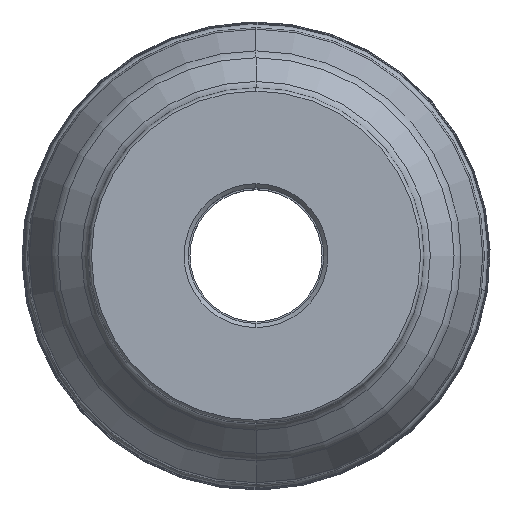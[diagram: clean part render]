
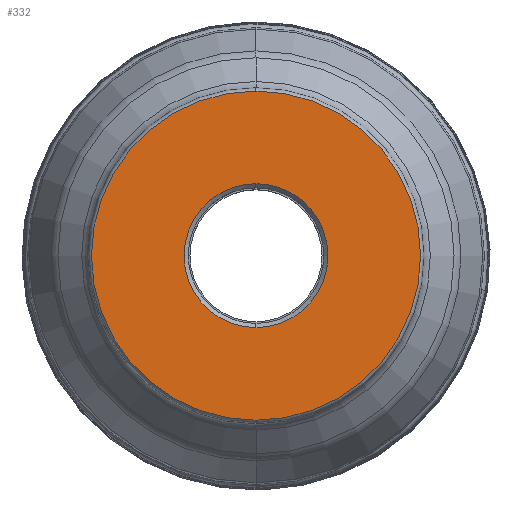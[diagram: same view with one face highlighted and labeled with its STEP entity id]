
A CAD part, top view. The second image highlights one B-rep face of the part: STEP entity #332.
In plain terms, the highlighted planar face has unit normal (0, 0, 1).
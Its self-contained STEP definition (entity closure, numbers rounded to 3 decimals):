
#45=PLANE('',#3033);
#53=FACE_BOUND('',#686,.T.);
#54=FACE_BOUND('',#687,.T.);
#332=ADVANCED_FACE('',(#53,#54),#45,.T.);
#686=EDGE_LOOP('',(#1264,#1265));
#687=EDGE_LOOP('',(#1266,#1267));
#1264=ORIENTED_EDGE('',*,*,#1854,.F.);
#1265=ORIENTED_EDGE('',*,*,#1855,.F.);
#1266=ORIENTED_EDGE('',*,*,#1853,.F.);
#1267=ORIENTED_EDGE('',*,*,#1851,.F.);
#1542=VERTEX_POINT('',#5608);
#1543=VERTEX_POINT('',#5610);
#1544=VERTEX_POINT('',#5616);
#1545=VERTEX_POINT('',#5617);
#1851=EDGE_CURVE('',#1542,#1543,#2221,.T.);
#1853=EDGE_CURVE('',#1543,#1542,#2222,.T.);
#1854=EDGE_CURVE('',#1544,#1545,#2223,.T.);
#1855=EDGE_CURVE('',#1545,#1544,#2224,.T.);
#2221=CIRCLE('',#3027,20.75);
#2222=CIRCLE('',#3029,20.75);
#2223=CIRCLE('',#3031,47.474);
#2224=CIRCLE('',#3032,47.474);
#3027=AXIS2_PLACEMENT_3D('',#5609,#3923,#3924);
#3029=AXIS2_PLACEMENT_3D('',#5613,#3928,#3929);
#3031=AXIS2_PLACEMENT_3D('',#5615,#3932,#3933);
#3032=AXIS2_PLACEMENT_3D('',#5618,#3934,#3935);
#3033=AXIS2_PLACEMENT_3D('',#5619,#3936,#3937);
#3923=DIRECTION('',(0.,0.,1.));
#3924=DIRECTION('',(0.,1.,0.));
#3928=DIRECTION('',(0.,0.,1.));
#3929=DIRECTION('',(0.,-1.,0.));
#3932=DIRECTION('',(0.,0.,-1.));
#3933=DIRECTION('',(0.,-1.,0.));
#3934=DIRECTION('',(0.,0.,-1.));
#3935=DIRECTION('',(0.,1.,0.));
#3936=DIRECTION('',(0.,0.,1.));
#3937=DIRECTION('',(0.,-1.,0.));
#5608=CARTESIAN_POINT('',(0.,20.75,0.));
#5609=CARTESIAN_POINT('',(0.,0.,0.));
#5610=CARTESIAN_POINT('',(0.,-20.75,0.));
#5613=CARTESIAN_POINT('',(0.,0.,0.));
#5615=CARTESIAN_POINT('',(0.,0.,0.));
#5616=CARTESIAN_POINT('',(0.008,-47.474,0.));
#5617=CARTESIAN_POINT('',(-0.008,47.474,0.));
#5618=CARTESIAN_POINT('',(0.,0.,0.));
#5619=CARTESIAN_POINT('',(0.,0.,0.));
